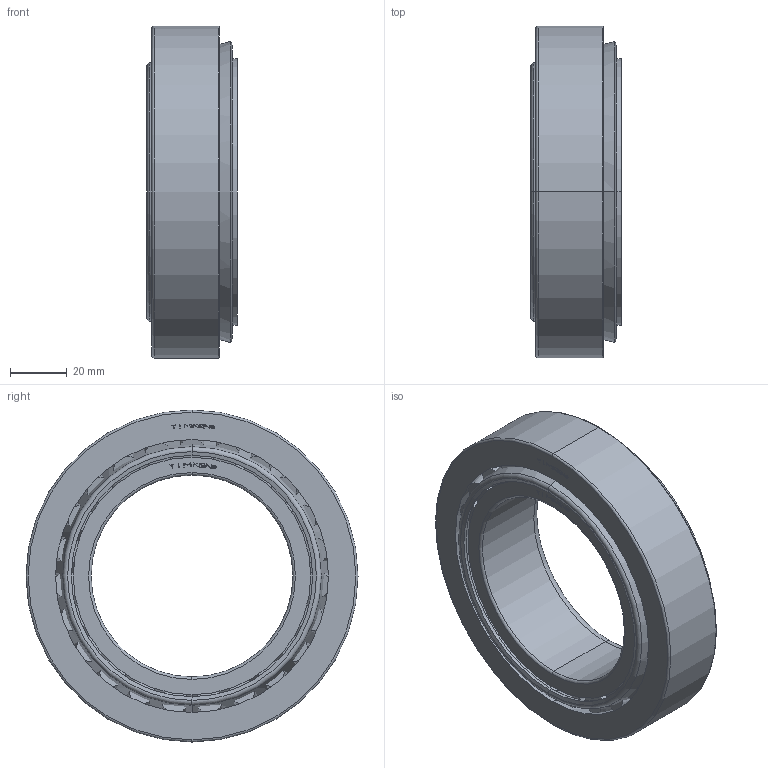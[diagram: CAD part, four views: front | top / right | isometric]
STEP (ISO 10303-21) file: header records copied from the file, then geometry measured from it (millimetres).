
FILE_DESCRIPTION(('starvars output'),'1');
FILE_NAME('cv20221028171251000012552.stp','17:12:52 2022/10/28',('Thomas Industrial Network Germany GmbH'),(' '),'Spatial InterOp 3D',' ',' ');
FILE_SCHEMA(('AUTOMOTIVE_DESIGN { 1 0 10303 214 3 1 1 }'));
Length unit declared in the file: millimetre
Products named in the file (1): 1
Bounding box: 31.94 x 117.47 x 117.47 mm (x, y, z)
Volume: 164415.2 mm3; surface area: 80795.9 mm2
Topology: 26 solids, 26 shells, 490 faces, 1182 edges, 778 vertices
Faces by surface type: plane 374, cone 66, cylinder 40, torus 10
Entity records: 18394 total; most frequent: CARTESIAN_POINT 2476, DIRECTION 2426, ORIENTED_EDGE 2364, EDGE_CURVE 1182, LINE 970, VECTOR 970, VERTEX_POINT 778, AXIS2_PLACEMENT_3D 728
